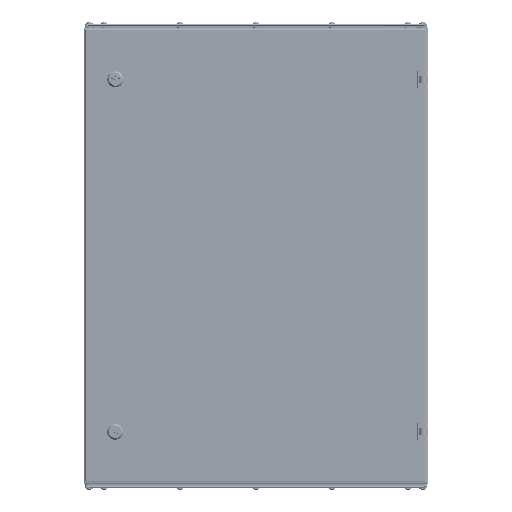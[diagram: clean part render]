
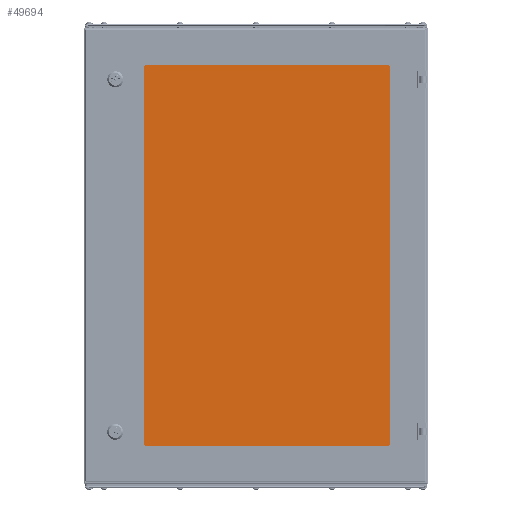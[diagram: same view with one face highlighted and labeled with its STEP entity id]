
A CAD part, top view. The second image highlights one B-rep face of the part: STEP entity #49694.
In plain terms, the highlighted planar face has unit normal (0, 0, 1).
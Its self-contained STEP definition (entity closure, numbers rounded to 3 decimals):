
#22 = AXIS2_PLACEMENT_3D ( 'NONE', #32810, #80385, #17778 ) ;
#1857 = ORIENTED_EDGE ( 'NONE', *, *, #43978, .T. ) ;
#3204 = CARTESIAN_POINT ( 'NONE',  ( -227.75, 335.5, 4. ) ) ;
#3483 = VERTEX_POINT ( 'NONE', #31444 ) ;
#3768 = VERTEX_POINT ( 'NONE', #70365 ) ;
#4186 = VECTOR ( 'NONE', #16313, 1000. ) ;
#4517 = ORIENTED_EDGE ( 'NONE', *, *, #85301, .T. ) ;
#5464 = VERTEX_POINT ( 'NONE', #49482 ) ;
#10454 = DIRECTION ( 'NONE',  ( -1., 0., 0. ) ) ;
#11090 = EDGE_CURVE ( 'NONE', #5464, #3768, #17029, .T. ) ;
#13778 = ORIENTED_EDGE ( 'NONE', *, *, #40265, .T. ) ;
#16313 = DIRECTION ( 'NONE',  ( 1., 0., 0. ) ) ;
#17029 = CIRCLE ( 'NONE', #22818, 10. ) ;
#17778 = DIRECTION ( 'NONE',  ( -1., 0., 0. ) ) ;
#18227 = PLANE ( 'NONE',  #22 ) ;
#19391 = CIRCLE ( 'NONE', #79269, 10. ) ;
#21170 = CARTESIAN_POINT ( 'NONE',  ( -227.75, -335.5, 4. ) ) ;
#22818 = AXIS2_PLACEMENT_3D ( 'NONE', #79341, #51443, #86215 ) ;
#26731 = VERTEX_POINT ( 'NONE', #3204 ) ;
#27465 = ORIENTED_EDGE ( 'NONE', *, *, #61784, .T. ) ;
#30331 = VECTOR ( 'NONE', #57274, 1000. ) ;
#31444 = CARTESIAN_POINT ( 'NONE',  ( 217.75, 345.5, 4. ) ) ;
#32810 = CARTESIAN_POINT ( 'NONE',  ( 0., 0., 4. ) ) ;
#35681 = VECTOR ( 'NONE', #82970, 1000. ) ;
#36534 = DIRECTION ( 'NONE',  ( -1., 0., 0. ) ) ;
#37193 = VERTEX_POINT ( 'NONE', #62323 ) ;
#37806 = DIRECTION ( 'NONE',  ( -1., 0., 0. ) ) ;
#40265 = EDGE_CURVE ( 'NONE', #3483, #66133, #82215, .T. ) ;
#43978 = EDGE_CURVE ( 'NONE', #37193, #3483, #77532, .T. ) ;
#45158 = CARTESIAN_POINT ( 'NONE',  ( -227.75, 345.5, 4. ) ) ;
#46194 = EDGE_CURVE ( 'NONE', #3768, #37193, #76509, .T. ) ;
#47289 = DIRECTION ( 'NONE',  ( 0., 0., 1. ) ) ;
#49482 = CARTESIAN_POINT ( 'NONE',  ( 217.75, -345.5, 4. ) ) ;
#49694 = ADVANCED_FACE ( 'NONE', ( #67563 ), #18227, .F. ) ;
#49818 = DIRECTION ( 'NONE',  ( 0., 0., 1. ) ) ;
#50280 = VERTEX_POINT ( 'NONE', #21170 ) ;
#51443 = DIRECTION ( 'NONE',  ( 0., 0., 1. ) ) ;
#54611 = CARTESIAN_POINT ( 'NONE',  ( -217.75, 335.5, 4. ) ) ;
#55295 = CARTESIAN_POINT ( 'NONE',  ( -217.75, 345.5, 4. ) ) ;
#55379 = DIRECTION ( 'NONE',  ( 0., 0., 1. ) ) ;
#56781 = VERTEX_POINT ( 'NONE', #58961 ) ;
#57274 = DIRECTION ( 'NONE',  ( 0., 1., 0. ) ) ;
#58961 = CARTESIAN_POINT ( 'NONE',  ( -217.75, -345.5, 4. ) ) ;
#61784 = EDGE_CURVE ( 'NONE', #66133, #26731, #87941, .T. ) ;
#62323 = CARTESIAN_POINT ( 'NONE',  ( 227.75, 335.5, 4. ) ) ;
#62389 = CARTESIAN_POINT ( 'NONE',  ( -227.75, -345.5, 4. ) ) ;
#62822 = VECTOR ( 'NONE', #10454, 1000. ) ;
#63381 = EDGE_CURVE ( 'NONE', #50280, #56781, #19391, .T. ) ;
#64404 = AXIS2_PLACEMENT_3D ( 'NONE', #78133, #49818, #36534 ) ;
#65882 = EDGE_CURVE ( 'NONE', #26731, #50280, #70592, .T. ) ;
#66133 = VERTEX_POINT ( 'NONE', #55295 ) ;
#67563 = FACE_OUTER_BOUND ( 'NONE', #77433, .T. ) ;
#67730 = DIRECTION ( 'NONE',  ( -1., 0., 0. ) ) ;
#68905 = AXIS2_PLACEMENT_3D ( 'NONE', #54611, #47289, #37806 ) ;
#69588 = ORIENTED_EDGE ( 'NONE', *, *, #11090, .T. ) ;
#70100 = CARTESIAN_POINT ( 'NONE',  ( 227.75, -345.5, 4. ) ) ;
#70365 = CARTESIAN_POINT ( 'NONE',  ( 227.75, -335.5, 4. ) ) ;
#70592 = LINE ( 'NONE', #62389, #35681 ) ;
#70686 = ORIENTED_EDGE ( 'NONE', *, *, #46194, .T. ) ;
#71751 = ORIENTED_EDGE ( 'NONE', *, *, #65882, .T. ) ;
#76509 = LINE ( 'NONE', #70100, #30331 ) ;
#77433 = EDGE_LOOP ( 'NONE', ( #4517, #69588, #70686, #1857, #13778, #27465, #71751, #81341 ) ) ;
#77532 = CIRCLE ( 'NONE', #64404, 10. ) ;
#78022 = CARTESIAN_POINT ( 'NONE',  ( -227.75, -345.5, 4. ) ) ;
#78133 = CARTESIAN_POINT ( 'NONE',  ( 217.75, 335.5, 4. ) ) ;
#79269 = AXIS2_PLACEMENT_3D ( 'NONE', #82827, #55379, #67730 ) ;
#79341 = CARTESIAN_POINT ( 'NONE',  ( 217.75, -335.5, 4. ) ) ;
#79385 = LINE ( 'NONE', #78022, #4186 ) ;
#80385 = DIRECTION ( 'NONE',  ( 0., 0., -1. ) ) ;
#81341 = ORIENTED_EDGE ( 'NONE', *, *, #63381, .T. ) ;
#82215 = LINE ( 'NONE', #45158, #62822 ) ;
#82827 = CARTESIAN_POINT ( 'NONE',  ( -217.75, -335.5, 4. ) ) ;
#82970 = DIRECTION ( 'NONE',  ( 0., -1., 0. ) ) ;
#85301 = EDGE_CURVE ( 'NONE', #56781, #5464, #79385, .T. ) ;
#86215 = DIRECTION ( 'NONE',  ( -1., 0., 0. ) ) ;
#87941 = CIRCLE ( 'NONE', #68905, 10. ) ;
